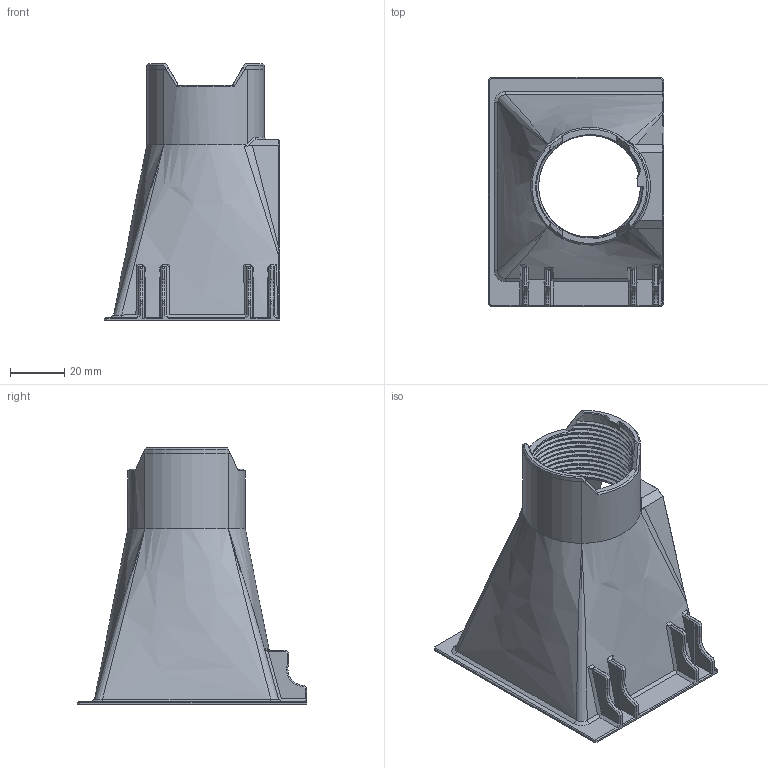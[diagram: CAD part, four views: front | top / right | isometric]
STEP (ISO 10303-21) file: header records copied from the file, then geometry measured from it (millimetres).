
FILE_DESCRIPTION(/* description */ ('STEP AP242','CAx-IF Rec.Pracs.---Representation and Presentation of Product Manufacturing Information (PMI)---4.0---2014-10-13','CAx-IF Rec.Pracs.---3D Tessellated Geometry---0.4---2014-09-14','2;1'),/* implementation_level */ '2;1');
FILE_NAME(/* name */ '66cb02fd31a8110e995e083a',/* time_stamp */ '2024-08-25T10:10:06Z',/* author */ (''),/* organization */ (''),/* preprocessor_version */ 'ST-DEVELOPER v20',/* originating_system */ ' ',/* authorisation */ ' ');
FILE_SCHEMA (('AP242_MANAGED_MODEL_BASED_3D_ENGINEERING_MIM_LF { 1 0 10303 442 1 1 4 }'));
Length unit declared in the file: metre
Products named in the file (1): Part 1
Bounding box: 65 x 85 x 95 mm (x, y, z)
Volume: 32439.4 mm3; surface area: 33222.6 mm2
Topology: 1 solids, 1 shells, 320 faces, 872 edges, 548 vertices
Faces by surface type: plane 184, bspline 91, cylinder 30, cone 15
Full cylindrical faces by diameter (mm): 39.2 x11
Entity records: 15205 total; most frequent: CARTESIAN_POINT 8480, ORIENTED_EDGE 1668, DIRECTION 961, EDGE_CURVE 834, VERTEX_POINT 526, LINE 401, VECTOR 401, B_SPLINE_CURVE_WITH_KNOTS 348
